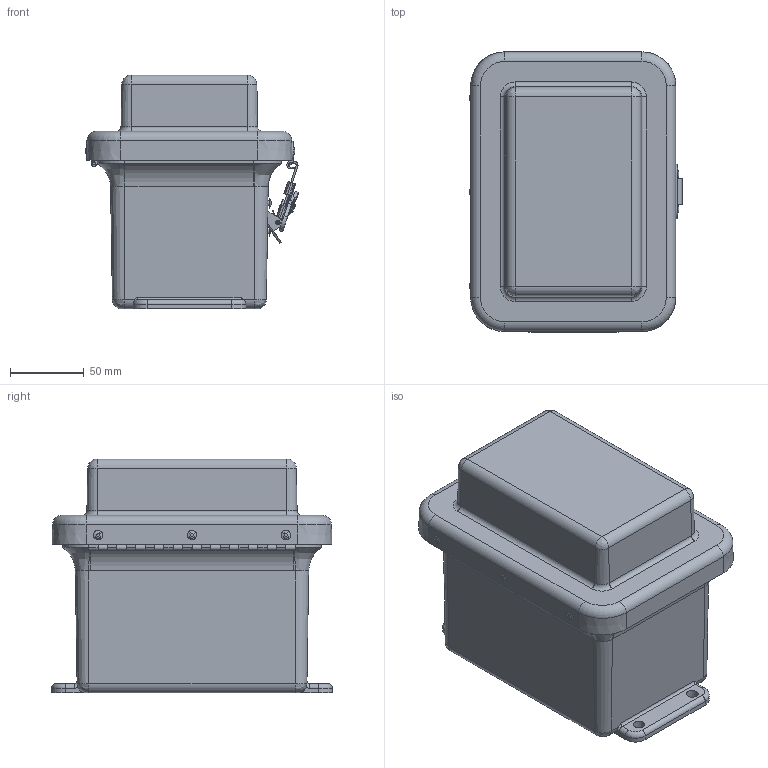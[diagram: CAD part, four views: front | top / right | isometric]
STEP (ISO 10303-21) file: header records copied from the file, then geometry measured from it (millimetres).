
FILE_DESCRIPTION(/* description */ (''),/* implementation_level */ '2;1');
FILE_NAME(/* name */ 'HW-RHJ60405CHTL.stp',/* time_stamp */ '2014-04-02T08:40:52-05:00',/* author */ ('jtigges'),/* organization */ (''),/* preprocessor_version */ 'ST-DEVELOPER v15.2',/* originating_system */ 'Autodesk Inventor 2014',/* authorisation */ '');
FILE_SCHEMA (('AUTOMOTIVE_DESIGN { 1 0 10303 214 3 1 1 }'));
Length unit declared in the file: inch
Products named in the file (27): J604HL_5; RMINS45821P_59; RMINS45821P_60; RMINS45821P_61; RMINS45821P_62; J604BHL; RMHINGCOV5.5; RMHINGPIN5.5; RMHINGBOX5.5; RMHING5.5; RJ604HLCVR; GASKET_604; WP604HLU; RMRIV43; RMKEEPJLL150WT; JONEA; JONEB; JONEC; JONED; JONEE; JONEF; JONEG; JONEH; JONEI; JONE; RMLATJLL150_3; RJ604HLL_STP
Bounding box: 144.11 x 189.85 x 158.17 mm (x, y, z)
Volume: 551623.2 mm3; surface area: 296469.7 mm2
Topology: 30 solids, 30 shells, 777 faces, 1923 edges, 1232 vertices
Faces by surface type: plane 317, cylinder 290, bspline 63, torus 52, cone 50, sphere 5
Full cylindrical faces by diameter (mm): 2.159 x23, 2.4 x1, 2.7 x2, 3 x1, 3.175 x9, 3.25 x1, 3.302 x2, 3.327 x5, 3.5 x1, 3.556 x9, 3.861 x5, 3.962 x7, 4.2 x2, 4.609 x1, 4.618 x1, 4.7 x1, 4.9 x1, 5 x2, 5.3 x1, 5.537 x4, 6.35 x9, 6.858 x4, 13.3 x1, 13.5 x1
Entity records: 28496 total; most frequent: CARTESIAN_POINT 10289, DIRECTION 3863, ORIENTED_EDGE 3476, EDGE_CURVE 1738, AXIS2_PLACEMENT_3D 1489, VERTEX_POINT 1169, EDGE_LOOP 961, LINE 885
